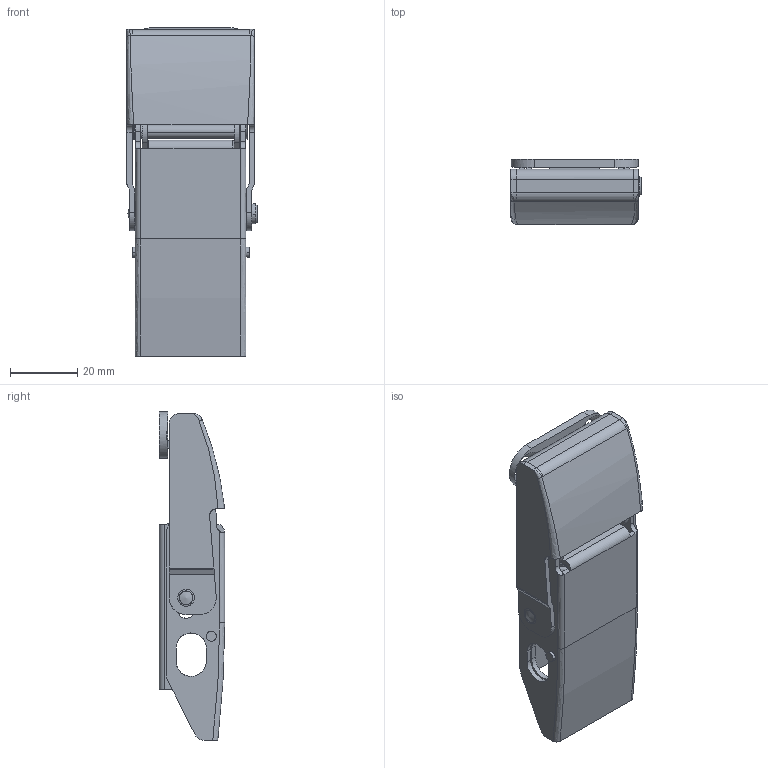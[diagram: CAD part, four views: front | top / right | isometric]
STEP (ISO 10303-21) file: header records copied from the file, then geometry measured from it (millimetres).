
FILE_DESCRIPTION((''),'2;1');
FILE_NAME('','2007-04-03T10:05:15',(''),(''),'','CADfix','');
FILE_SCHEMA(('AUTOMOTIVE_DESIGN { 1 0 10303 214 1 1 1 1 }'));
Length unit declared in the file: millimetre
Bounding box: 38.8 x 19.5 x 98 mm (x, y, z)
Volume: 18449.7 mm3; surface area: 26943 mm2
Topology: 9 solids, 9 shells, 331 faces, 1002 edges, 690 vertices
Faces by surface type: bspline 331
Entity records: 16597 total; most frequent: CARTESIAN_POINT 10902, ORIENTED_EDGE 2000, EDGE_CURVE 1000, VERTEX_POINT 690, QUASI_UNIFORM_CURVE 528, EDGE_LOOP 374, FACE_OUTER_BOUND 331, ADVANCED_FACE 331
